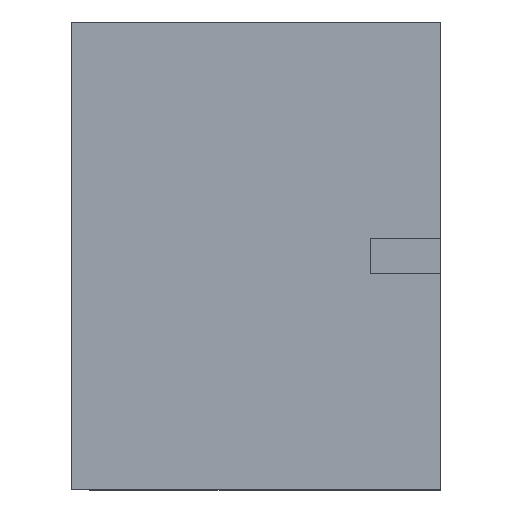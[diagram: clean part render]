
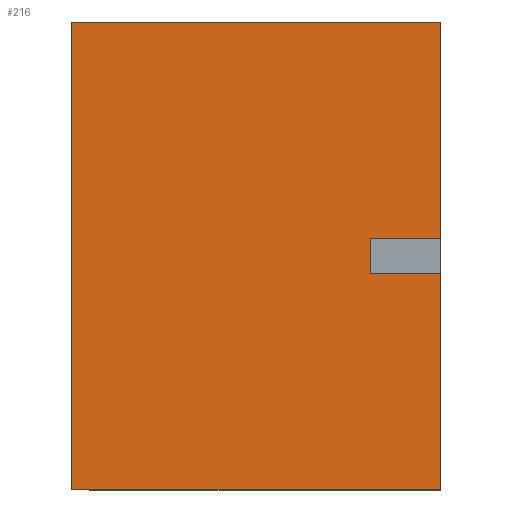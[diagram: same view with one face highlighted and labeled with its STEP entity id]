
A CAD part, top view. The second image highlights one B-rep face of the part: STEP entity #216.
In plain terms, the highlighted planar face has unit normal (0, 0, 1).
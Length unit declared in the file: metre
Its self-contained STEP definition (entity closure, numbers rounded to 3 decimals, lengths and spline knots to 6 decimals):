
#15=ORIENTED_EDGE('',*,*,#75,.T.);
#16=ORIENTED_EDGE('',*,*,#76,.T.);
#17=ORIENTED_EDGE('',*,*,#77,.F.);
#18=ORIENTED_EDGE('',*,*,#78,.F.);
#19=ORIENTED_EDGE('',*,*,#79,.T.);
#20=ORIENTED_EDGE('',*,*,#80,.T.);
#21=ORIENTED_EDGE('',*,*,#81,.F.);
#22=ORIENTED_EDGE('',*,*,#82,.F.);
#75=EDGE_CURVE('',#105,#106,#125,.T.);
#76=EDGE_CURVE('',#106,#107,#126,.T.);
#77=EDGE_CURVE('',#108,#107,#127,.T.);
#78=EDGE_CURVE('',#109,#108,#128,.T.);
#79=EDGE_CURVE('',#109,#110,#129,.T.);
#80=EDGE_CURVE('',#110,#111,#130,.T.);
#81=EDGE_CURVE('',#112,#111,#131,.T.);
#82=EDGE_CURVE('',#105,#112,#132,.T.);
#105=VERTEX_POINT('',#316);
#106=VERTEX_POINT('',#317);
#107=VERTEX_POINT('',#319);
#108=VERTEX_POINT('',#321);
#109=VERTEX_POINT('',#323);
#110=VERTEX_POINT('',#325);
#111=VERTEX_POINT('',#327);
#112=VERTEX_POINT('',#329);
#125=LINE('',#315,#153);
#126=LINE('',#318,#154);
#127=LINE('',#320,#155);
#128=LINE('',#322,#156);
#129=LINE('',#324,#157);
#130=LINE('',#326,#158);
#131=LINE('',#328,#159);
#132=LINE('',#330,#160);
#153=VECTOR('',#259,1.);
#154=VECTOR('',#260,1.);
#155=VECTOR('',#261,1.);
#156=VECTOR('',#262,1.);
#157=VECTOR('',#263,1.);
#158=VECTOR('',#264,1.);
#159=VECTOR('',#265,1.);
#160=VECTOR('',#266,1.);
#181=EDGE_LOOP('',(#15,#16,#17,#18,#19,#20,#21,#22));
#193=FACE_BOUND('',#181,.T.);
#205=PLANE('',#241);
#216=ADVANCED_FACE('',(#193),#205,.T.);
#241=AXIS2_PLACEMENT_3D('',#314,#257,#258);
#257=DIRECTION('',(0.,0.,1.));
#258=DIRECTION('',(1.,0.,0.));
#259=DIRECTION('',(-1.,0.,0.));
#260=DIRECTION('',(0.,-1.,0.));
#261=DIRECTION('',(-1.,0.,0.));
#262=DIRECTION('',(0.,-1.,0.));
#263=DIRECTION('',(-1.,0.,0.));
#264=DIRECTION('',(0.,1.,0.));
#265=DIRECTION('',(-1.,0.,0.));
#266=DIRECTION('',(0.,-1.,0.));
#314=CARTESIAN_POINT('',(-0.002663,-0.296731,0.001));
#315=CARTESIAN_POINT('',(-0.002663,-0.216731,0.001));
#316=CARTESIAN_POINT('',(0.067337,-0.216731,0.001));
#317=CARTESIAN_POINT('',(-0.058908,-0.216731,0.001));
#318=CARTESIAN_POINT('',(-0.058908,-0.296731,0.001));
#319=CARTESIAN_POINT('',(-0.058908,-0.376731,0.001));
#320=CARTESIAN_POINT('',(-0.002663,-0.376731,0.001));
#321=CARTESIAN_POINT('',(0.067337,-0.376731,0.001));
#322=CARTESIAN_POINT('',(0.067337,-0.296731,0.001));
#323=CARTESIAN_POINT('',(0.067337,-0.302731,0.001));
#324=CARTESIAN_POINT('',(0.061337,-0.302731,0.001));
#325=CARTESIAN_POINT('',(0.055337,-0.302731,0.001));
#326=CARTESIAN_POINT('',(0.055337,-0.296731,0.001));
#327=CARTESIAN_POINT('',(0.055337,-0.290731,0.001));
#328=CARTESIAN_POINT('',(0.061337,-0.290731,0.001));
#329=CARTESIAN_POINT('',(0.067337,-0.290731,0.001));
#330=CARTESIAN_POINT('',(0.067337,-0.296731,0.001));
